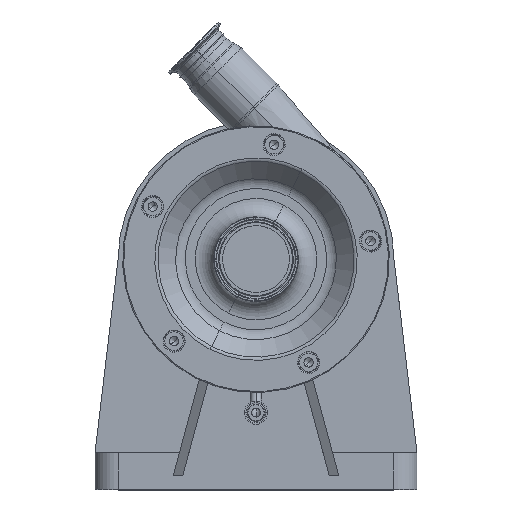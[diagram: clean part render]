
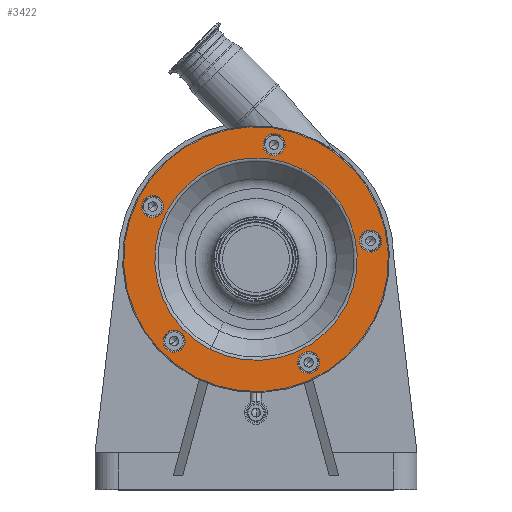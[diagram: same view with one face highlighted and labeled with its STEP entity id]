
A CAD part, top view. The second image highlights one B-rep face of the part: STEP entity #3422.
In plain terms, the highlighted planar face has unit normal (0, 0, 1).
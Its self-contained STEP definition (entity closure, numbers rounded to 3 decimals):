
#287 = EDGE_CURVE ( 'NONE', #18072, #16415, #12149, .T. ) ;
#467 = ORIENTED_EDGE ( 'NONE', *, *, #6831, .F. ) ;
#605 = CARTESIAN_POINT ( 'NONE',  ( -106.819, 67.895, 294.5 ) ) ;
#645 = EDGE_CURVE ( 'NONE', #6421, #10078, #12839, .T. ) ;
#684 = CIRCLE ( 'NONE', #18446, 12. ) ;
#849 = AXIS2_PLACEMENT_3D ( 'NONE', #18341, #8805, #18437 ) ;
#850 = ORIENTED_EDGE ( 'NONE', *, *, #18094, .F. ) ;
#929 = DIRECTION ( 'NONE',  ( 0., 0., 1. ) ) ;
#1027 = AXIS2_PLACEMENT_3D ( 'NONE', #9140, #2827, #15668 ) ;
#1086 = CARTESIAN_POINT ( 'NONE',  ( 119.001, 9.019, 294.5 ) ) ;
#1416 = CARTESIAN_POINT ( 'NONE',  ( -117.715, 46.511, 294.5 ) ) ;
#1485 = CARTESIAN_POINT ( 'NONE',  ( 129.897, 30.403, 294.5 ) ) ;
#1563 = CIRCLE ( 'NONE', #13501, 12. ) ;
#1898 = ORIENTED_EDGE ( 'NONE', *, *, #10629, .F. ) ;
#1997 = ORIENTED_EDGE ( 'NONE', *, *, #287, .F. ) ;
#2120 = EDGE_CURVE ( 'NONE', #20024, #2782, #15529, .T. ) ;
#2172 = ORIENTED_EDGE ( 'NONE', *, *, #19139, .F. ) ;
#2463 = AXIS2_PLACEMENT_3D ( 'NONE', #12052, #7264, #13979 ) ;
#2591 = DIRECTION ( 'NONE',  ( 0.454, 0.891, 0. ) ) ;
#2617 = FACE_BOUND ( 'NONE', #6762, .T. ) ;
#2782 = VERTEX_POINT ( 'NONE', #8830 ) ;
#2827 = DIRECTION ( 'NONE',  ( 0., 0., -1. ) ) ;
#3273 = CARTESIAN_POINT ( 'NONE',  ( 49.971, 98.074, 294.5 ) ) ;
#3422 = ADVANCED_FACE ( 'NONE', ( #15878, #7862, #4654, #2617, #18997, #11059, #17392 ), #11168, .F. ) ;
#3632 = AXIS2_PLACEMENT_3D ( 'NONE', #10842, #9949, #6046 ) ;
#3644 = EDGE_CURVE ( 'NONE', #16415, #18072, #684, .T. ) ;
#4158 = EDGE_CURVE ( 'NONE', #5263, #11082, #9157, .T. ) ;
#4493 = VERTEX_POINT ( 'NONE', #9627 ) ;
#4508 = CARTESIAN_POINT ( 'NONE',  ( 14.263, 113.757, 294.5 ) ) ;
#4654 = FACE_BOUND ( 'NONE', #20746, .T. ) ;
#5015 = AXIS2_PLACEMENT_3D ( 'NONE', #15733, #7612, #14110 ) ;
#5027 = DIRECTION ( 'NONE',  ( 0.454, 0.891, 0. ) ) ;
#5263 = VERTEX_POINT ( 'NONE', #13079 ) ;
#5347 = CIRCLE ( 'NONE', #15216, 12. ) ;
#5455 = CARTESIAN_POINT ( 'NONE',  ( 62.651, -101.575, 294.5 ) ) ;
#5683 = VERTEX_POINT ( 'NONE', #6753 ) ;
#5844 = EDGE_LOOP ( 'NONE', ( #17313, #11613 ) ) ;
#5856 = AXIS2_PLACEMENT_3D ( 'NONE', #12351, #929, #14381 ) ;
#5944 = ORIENTED_EDGE ( 'NONE', *, *, #645, .F. ) ;
#6046 = DIRECTION ( 'NONE',  ( 0.454, 0.891, 0. ) ) ;
#6109 = AXIS2_PLACEMENT_3D ( 'NONE', #7851, #17693, #20804 ) ;
#6309 = EDGE_LOOP ( 'NONE', ( #11664, #850 ) ) ;
#6311 = ORIENTED_EDGE ( 'NONE', *, *, #8928, .F. ) ;
#6418 = CARTESIAN_POINT ( 'NONE',  ( 19.711, 124.449, 294.5 ) ) ;
#6421 = VERTEX_POINT ( 'NONE', #17690 ) ;
#6753 = CARTESIAN_POINT ( 'NONE',  ( -94.543, -99.788, 294.5 ) ) ;
#6762 = EDGE_LOOP ( 'NONE', ( #2172, #1898 ) ) ;
#6831 = EDGE_CURVE ( 'NONE', #5683, #4493, #15749, .T. ) ;
#6872 = CARTESIAN_POINT ( 'NONE',  ( 65.375, 128.305, 294.5 ) ) ;
#6992 = EDGE_LOOP ( 'NONE', ( #13394, #1997 ) ) ;
#7264 = DIRECTION ( 'NONE',  ( 0., 0., 1. ) ) ;
#7573 = VERTEX_POINT ( 'NONE', #16585 ) ;
#7579 = DIRECTION ( 'NONE',  ( 0.454, 0.891, 0. ) ) ;
#7612 = DIRECTION ( 'NONE',  ( 0., 0., 1. ) ) ;
#7626 = EDGE_CURVE ( 'NONE', #11082, #5263, #16484, .T. ) ;
#7791 = CARTESIAN_POINT ( 'NONE',  ( 57.203, -112.267, 294.5 ) ) ;
#7851 = CARTESIAN_POINT ( 'NONE',  ( 0., 0., 294.5 ) ) ;
#7862 = FACE_BOUND ( 'NONE', #6992, .T. ) ;
#8296 = CARTESIAN_POINT ( 'NONE',  ( 124.449, 19.711, 294.5 ) ) ;
#8436 = DIRECTION ( 'NONE',  ( 0., 0., 1. ) ) ;
#8619 = DIRECTION ( 'NONE',  ( 0.454, 0.891, 0. ) ) ;
#8805 = DIRECTION ( 'NONE',  ( 0., 0., 1. ) ) ;
#8830 = CARTESIAN_POINT ( 'NONE',  ( 51.755, -122.959, 294.5 ) ) ;
#8928 = EDGE_CURVE ( 'NONE', #2782, #20024, #1563, .T. ) ;
#8953 = DIRECTION ( 'NONE',  ( 0.454, 0.891, 0. ) ) ;
#9140 = CARTESIAN_POINT ( 'NONE',  ( -128.305, 65.375, 294.5 ) ) ;
#9157 = CIRCLE ( 'NONE', #6109, 144. ) ;
#9408 = CIRCLE ( 'NONE', #15551, 12. ) ;
#9627 = CARTESIAN_POINT ( 'NONE',  ( -83.648, -78.403, 294.5 ) ) ;
#9949 = DIRECTION ( 'NONE',  ( 0., 0., 1. ) ) ;
#9992 = CARTESIAN_POINT ( 'NONE',  ( -112.267, 57.203, 294.5 ) ) ;
#10037 = DIRECTION ( 'NONE',  ( 0., 0., 1. ) ) ;
#10078 = VERTEX_POINT ( 'NONE', #3273 ) ;
#10080 = DIRECTION ( 'NONE',  ( 0., 0., 1. ) ) ;
#10149 = DIRECTION ( 'NONE',  ( 0.454, 0.891, 0. ) ) ;
#10244 = VERTEX_POINT ( 'NONE', #605 ) ;
#10629 = EDGE_CURVE ( 'NONE', #10880, #10244, #5347, .T. ) ;
#10842 = CARTESIAN_POINT ( 'NONE',  ( 0., 0., 294.5 ) ) ;
#10880 = VERTEX_POINT ( 'NONE', #1416 ) ;
#10953 = AXIS2_PLACEMENT_3D ( 'NONE', #18075, #10037, #10149 ) ;
#11059 = FACE_OUTER_BOUND ( 'NONE', #5844, .T. ) ;
#11082 = VERTEX_POINT ( 'NONE', #6872 ) ;
#11168 = PLANE ( 'NONE',  #1027 ) ;
#11286 = CIRCLE ( 'NONE', #10953, 110.071 ) ;
#11345 = ORIENTED_EDGE ( 'NONE', *, *, #2120, .F. ) ;
#11399 = ORIENTED_EDGE ( 'NONE', *, *, #19024, .F. ) ;
#11613 = ORIENTED_EDGE ( 'NONE', *, *, #4158, .T. ) ;
#11664 = ORIENTED_EDGE ( 'NONE', *, *, #16530, .F. ) ;
#11989 = CARTESIAN_POINT ( 'NONE',  ( -89.095, -89.095, 294.5 ) ) ;
#12050 = DIRECTION ( 'NONE',  ( 0., 0., 1. ) ) ;
#12052 = CARTESIAN_POINT ( 'NONE',  ( 0., 0., 294.5 ) ) ;
#12149 = CIRCLE ( 'NONE', #16609, 12. ) ;
#12351 = CARTESIAN_POINT ( 'NONE',  ( -89.095, -89.095, 294.5 ) ) ;
#12360 = DIRECTION ( 'NONE',  ( 0., 0., 1. ) ) ;
#12599 = EDGE_LOOP ( 'NONE', ( #16861, #467 ) ) ;
#12839 = CIRCLE ( 'NONE', #3632, 110.071 ) ;
#13079 = CARTESIAN_POINT ( 'NONE',  ( -65.375, -128.305, 294.5 ) ) ;
#13394 = ORIENTED_EDGE ( 'NONE', *, *, #3644, .F. ) ;
#13501 = AXIS2_PLACEMENT_3D ( 'NONE', #7791, #12360, #8953 ) ;
#13763 = DIRECTION ( 'NONE',  ( 0.454, 0.891, 0. ) ) ;
#13979 = DIRECTION ( 'NONE',  ( 0.454, 0.891, 0. ) ) ;
#14110 = DIRECTION ( 'NONE',  ( 0.454, 0.891, 0. ) ) ;
#14256 = VERTEX_POINT ( 'NONE', #4508 ) ;
#14381 = DIRECTION ( 'NONE',  ( 0.454, 0.891, 0. ) ) ;
#14900 = EDGE_LOOP ( 'NONE', ( #11399, #5944 ) ) ;
#15205 = DIRECTION ( 'NONE',  ( 0.454, 0.891, 0. ) ) ;
#15216 = AXIS2_PLACEMENT_3D ( 'NONE', #9992, #16525, #2591 ) ;
#15529 = CIRCLE ( 'NONE', #849, 12. ) ;
#15551 = AXIS2_PLACEMENT_3D ( 'NONE', #11989, #10080, #15205 ) ;
#15668 = DIRECTION ( 'NONE',  ( -0.454, -0.891, 0. ) ) ;
#15733 = CARTESIAN_POINT ( 'NONE',  ( 19.711, 124.449, 294.5 ) ) ;
#15749 = CIRCLE ( 'NONE', #5856, 12. ) ;
#15878 = FACE_BOUND ( 'NONE', #6309, .T. ) ;
#16066 = CIRCLE ( 'NONE', #19164, 12. ) ;
#16415 = VERTEX_POINT ( 'NONE', #1485 ) ;
#16484 = CIRCLE ( 'NONE', #2463, 144. ) ;
#16525 = DIRECTION ( 'NONE',  ( 0., 0., 1. ) ) ;
#16530 = EDGE_CURVE ( 'NONE', #7573, #14256, #18272, .T. ) ;
#16585 = CARTESIAN_POINT ( 'NONE',  ( 25.159, 135.141, 294.5 ) ) ;
#16609 = AXIS2_PLACEMENT_3D ( 'NONE', #8296, #18041, #8619 ) ;
#16861 = ORIENTED_EDGE ( 'NONE', *, *, #17324, .F. ) ;
#17204 = CARTESIAN_POINT ( 'NONE',  ( -112.267, 57.203, 294.5 ) ) ;
#17313 = ORIENTED_EDGE ( 'NONE', *, *, #7626, .T. ) ;
#17324 = EDGE_CURVE ( 'NONE', #4493, #5683, #9408, .T. ) ;
#17392 = FACE_BOUND ( 'NONE', #12599, .T. ) ;
#17690 = CARTESIAN_POINT ( 'NONE',  ( -49.971, -98.074, 294.5 ) ) ;
#17693 = DIRECTION ( 'NONE',  ( 0., 0., 1. ) ) ;
#18041 = DIRECTION ( 'NONE',  ( 0., 0., 1. ) ) ;
#18072 = VERTEX_POINT ( 'NONE', #1086 ) ;
#18075 = CARTESIAN_POINT ( 'NONE',  ( 0., 0., 294.5 ) ) ;
#18094 = EDGE_CURVE ( 'NONE', #14256, #7573, #18652, .T. ) ;
#18272 = CIRCLE ( 'NONE', #18956, 12. ) ;
#18341 = CARTESIAN_POINT ( 'NONE',  ( 57.203, -112.267, 294.5 ) ) ;
#18437 = DIRECTION ( 'NONE',  ( 0.454, 0.891, 0. ) ) ;
#18446 = AXIS2_PLACEMENT_3D ( 'NONE', #20225, #12050, #13763 ) ;
#18652 = CIRCLE ( 'NONE', #5015, 12. ) ;
#18956 = AXIS2_PLACEMENT_3D ( 'NONE', #6418, #8436, #5027 ) ;
#18997 = FACE_BOUND ( 'NONE', #14900, .T. ) ;
#19024 = EDGE_CURVE ( 'NONE', #10078, #6421, #11286, .T. ) ;
#19139 = EDGE_CURVE ( 'NONE', #10244, #10880, #16066, .T. ) ;
#19164 = AXIS2_PLACEMENT_3D ( 'NONE', #17204, #20316, #7579 ) ;
#20024 = VERTEX_POINT ( 'NONE', #5455 ) ;
#20225 = CARTESIAN_POINT ( 'NONE',  ( 124.449, 19.711, 294.5 ) ) ;
#20316 = DIRECTION ( 'NONE',  ( 0., 0., 1. ) ) ;
#20746 = EDGE_LOOP ( 'NONE', ( #11345, #6311 ) ) ;
#20804 = DIRECTION ( 'NONE',  ( 0.454, 0.891, 0. ) ) ;
